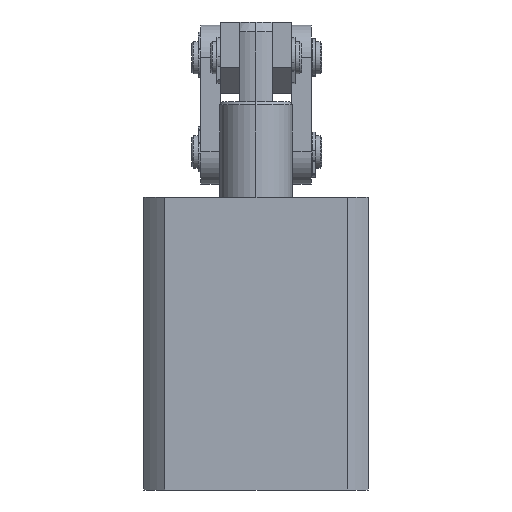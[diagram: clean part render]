
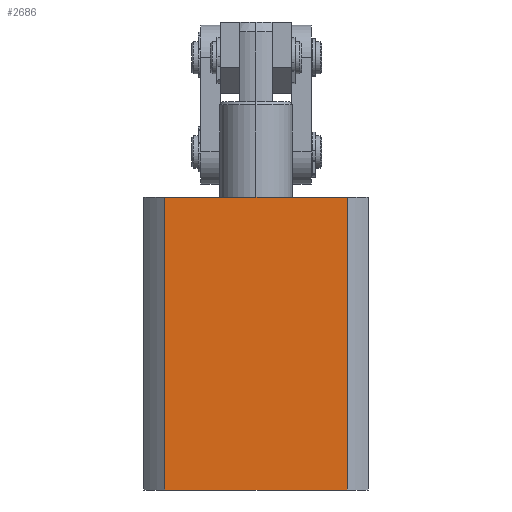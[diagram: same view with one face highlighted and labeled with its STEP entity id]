
A CAD part, left-side view. The second image highlights one B-rep face of the part: STEP entity #2686.
In plain terms, the highlighted planar face has unit normal (-1, 0, 0).
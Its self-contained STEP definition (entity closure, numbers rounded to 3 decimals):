
#94 = ORIENTED_EDGE ( 'NONE', *, *, #11364, .T. ) ;
#160 = ORIENTED_EDGE ( 'NONE', *, *, #11366, .T. ) ;
#371 = ORIENTED_EDGE ( 'NONE', *, *, #11363, .F. ) ;
#488 = VERTEX_POINT ( 'NONE', #5301 ) ;
#613 = VERTEX_POINT ( 'NONE', #5236 ) ;
#651 = VERTEX_POINT ( 'NONE', #5214 ) ;
#2062 = DIRECTION ( 'NONE',  ( 0., 0., -1. ) ) ;
#2066 = DIRECTION ( 'NONE',  ( 0., -1., 0. ) ) ;
#2070 = CARTESIAN_POINT ( 'NONE',  ( -34.5, 0., 90. ) ) ;
#2074 = CARTESIAN_POINT ( 'NONE',  ( -34.5, -28.107, 90. ) ) ;
#2075 = DIRECTION ( 'NONE',  ( 0., 0., -1. ) ) ;
#2076 = CARTESIAN_POINT ( 'NONE',  ( -34.5, 0., 0. ) ) ;
#2077 = CARTESIAN_POINT ( 'NONE',  ( -34.5, 28.107, 90. ) ) ;
#2078 = DIRECTION ( 'NONE',  ( 0., -1., 0. ) ) ;
#2686 = ADVANCED_FACE ( 'NONE', ( #8001 ), #10389, .F. ) ;
#2981 = ORIENTED_EDGE ( 'NONE', *, *, #11362, .F. ) ;
#3104 = CARTESIAN_POINT ( 'NONE',  ( -34.5, 28.107, 0. ) ) ;
#5214 = CARTESIAN_POINT ( 'NONE',  ( -34.5, -28.107, 90. ) ) ;
#5236 = CARTESIAN_POINT ( 'NONE',  ( -34.5, 28.107, 90. ) ) ;
#5301 = CARTESIAN_POINT ( 'NONE',  ( -34.5, -28.107, 0. ) ) ;
#7067 = VECTOR ( 'NONE', #2066, 1000. ) ;
#7068 = LINE ( 'NONE', #2077, #7128 ) ;
#7071 = LINE ( 'NONE', #2076, #7134 ) ;
#7122 = LINE ( 'NONE', #2074, #7137 ) ;
#7126 = LINE ( 'NONE', #2070, #7067 ) ;
#7128 = VECTOR ( 'NONE', #2062, 1000. ) ;
#7134 = VECTOR ( 'NONE', #2078, 1000. ) ;
#7137 = VECTOR ( 'NONE', #2075, 1000. ) ;
#8001 = FACE_OUTER_BOUND ( 'NONE', #9410, .T. ) ;
#8187 = VERTEX_POINT ( 'NONE', #3104 ) ;
#9000 = AXIS2_PLACEMENT_3D ( 'NONE', #10375, #10408, #10412 ) ;
#9410 = EDGE_LOOP ( 'NONE', ( #94, #371, #2981, #160 ) ) ;
#10375 = CARTESIAN_POINT ( 'NONE',  ( -34.5, 0., 90. ) ) ;
#10389 = PLANE ( 'NONE',  #9000 ) ;
#10408 = DIRECTION ( 'NONE',  ( 1., 0., 0. ) ) ;
#10412 = DIRECTION ( 'NONE',  ( 0., 0., -1. ) ) ;
#11362 = EDGE_CURVE ( 'NONE', #613, #651, #7126, .T. ) ;
#11363 = EDGE_CURVE ( 'NONE', #651, #488, #7122, .T. ) ;
#11364 = EDGE_CURVE ( 'NONE', #8187, #488, #7071, .T. ) ;
#11366 = EDGE_CURVE ( 'NONE', #613, #8187, #7068, .T. ) ;
